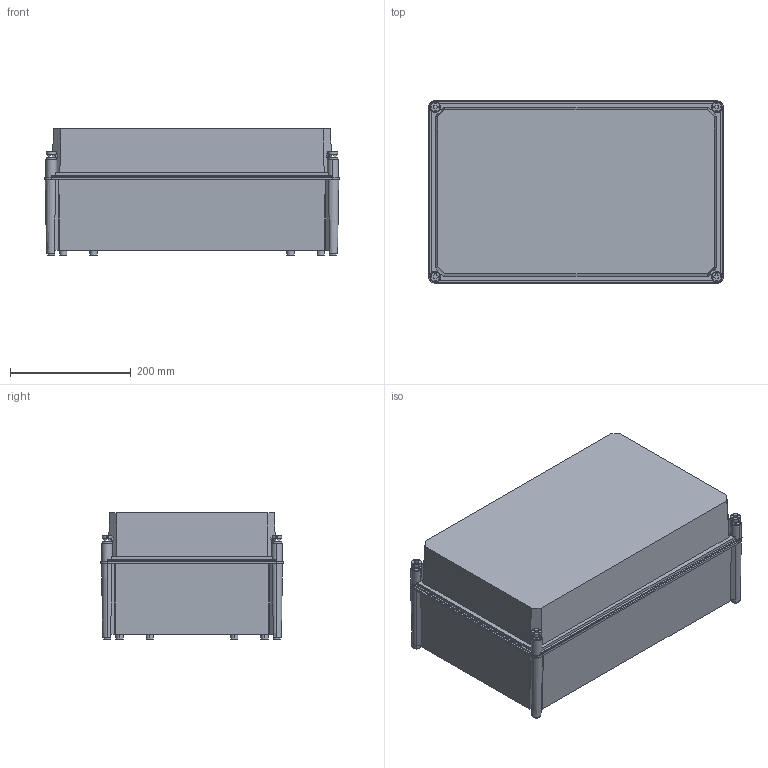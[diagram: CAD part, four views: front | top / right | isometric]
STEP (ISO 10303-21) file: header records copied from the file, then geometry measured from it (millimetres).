
FILE_DESCRIPTION(('CATIA V5R24 STEP','CAx-IF Rec.Pracs.--- Model Styling and Organization---1.2---2011-12-15'),'2;1');
FILE_NAME ('D1464890_0', '2018-08-23T06:56:01+00:00', ('Weidmueller Interface'), ('Weidmueller'), 'CATIA Version 5-6 Release 2014 SP4 HF52', 'CATIA V5 STEP AP214', 'none');
FILE_SCHEMA(('AUTOMOTIVE_DESIGN { 1 0 10303 214 1 1 1 1 }'));
Length unit declared in the file: millimetre
Products named in the file (1): 49928_TBF_493021
Bounding box: 488 x 302 x 209 mm (x, y, z)
Volume: 1838017.8 mm3; surface area: 1244903 mm2
Topology: 18 solids, 18 shells, 1193 faces, 2896 edges, 1896 vertices
Faces by surface type: cylinder 572, plane 561, cone 60
Entity records: 38663 total; most frequent: CARTESIAN_POINT 11133, ORIENTED_EDGE 5792, DIRECTION 4972, EDGE_CURVE 2896, AXIS2_PLACEMENT_3D 2269, VERTEX_POINT 1896, VECTOR 1511, LINE 1511
